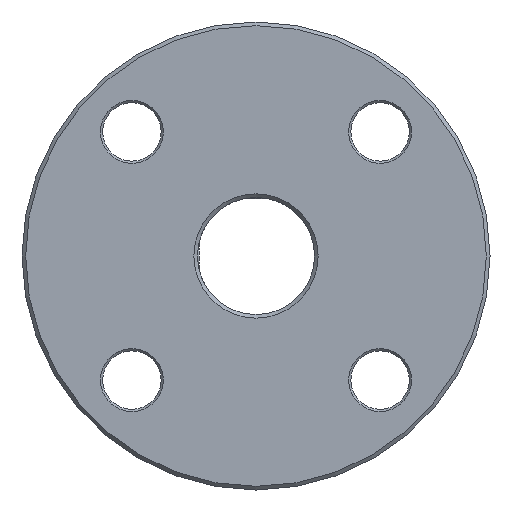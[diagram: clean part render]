
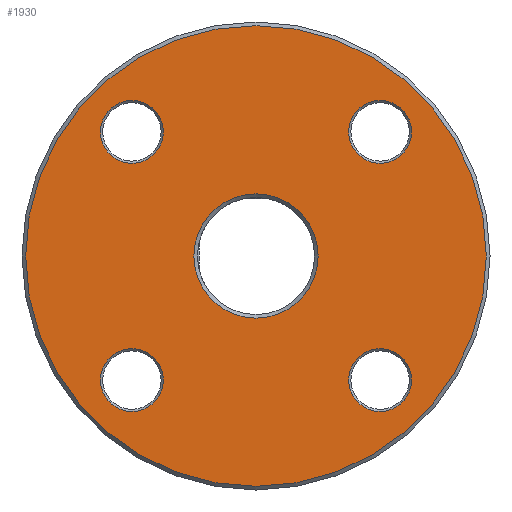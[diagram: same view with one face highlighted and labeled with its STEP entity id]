
A CAD part, front view. The second image highlights one B-rep face of the part: STEP entity #1930.
In plain terms, the highlighted planar face has unit normal (0, -1, 0).
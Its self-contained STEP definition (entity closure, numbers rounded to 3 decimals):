
#48=FACE_BOUND('',#437,.T.);
#49=FACE_BOUND('',#438,.T.);
#50=FACE_BOUND('',#439,.T.);
#51=FACE_BOUND('',#440,.T.);
#52=FACE_BOUND('',#441,.T.);
#72=PLANE('',#2086);
#317=FACE_OUTER_BOUND('',#436,.T.);
#436=EDGE_LOOP('',(#1710));
#437=EDGE_LOOP('',(#1711));
#438=EDGE_LOOP('',(#1712));
#439=EDGE_LOOP('',(#1713));
#440=EDGE_LOOP('',(#1714));
#441=EDGE_LOOP('',(#1715));
#498=CIRCLE('',#2082,2.15);
#501=CIRCLE('',#2087,15.75);
#502=CIRCLE('',#2088,2.15);
#503=CIRCLE('',#2089,2.15);
#504=CIRCLE('',#2090,4.25);
#505=CIRCLE('',#2091,2.15);
#883=VERTEX_POINT('',#7400);
#886=VERTEX_POINT('',#7410);
#887=VERTEX_POINT('',#7412);
#888=VERTEX_POINT('',#7414);
#889=VERTEX_POINT('',#7416);
#890=VERTEX_POINT('',#7418);
#1159=EDGE_CURVE('',#883,#883,#498,.T.);
#1164=EDGE_CURVE('',#886,#886,#501,.T.);
#1165=EDGE_CURVE('',#887,#887,#502,.T.);
#1166=EDGE_CURVE('',#888,#888,#503,.T.);
#1167=EDGE_CURVE('',#889,#889,#504,.T.);
#1168=EDGE_CURVE('',#890,#890,#505,.T.);
#1710=ORIENTED_EDGE('',*,*,#1164,.F.);
#1711=ORIENTED_EDGE('',*,*,#1165,.F.);
#1712=ORIENTED_EDGE('',*,*,#1166,.F.);
#1713=ORIENTED_EDGE('',*,*,#1167,.F.);
#1714=ORIENTED_EDGE('',*,*,#1168,.F.);
#1715=ORIENTED_EDGE('',*,*,#1159,.F.);
#1930=ADVANCED_FACE('',(#317,#48,#49,#50,#51,#52),#72,.F.);
#2082=AXIS2_PLACEMENT_3D('',#7401,#2429,#2430);
#2086=AXIS2_PLACEMENT_3D('',#7409,#2439,#2440);
#2087=AXIS2_PLACEMENT_3D('',#7411,#2441,#2442);
#2088=AXIS2_PLACEMENT_3D('',#7413,#2443,#2444);
#2089=AXIS2_PLACEMENT_3D('',#7415,#2445,#2446);
#2090=AXIS2_PLACEMENT_3D('',#7417,#2447,#2448);
#2091=AXIS2_PLACEMENT_3D('',#7419,#2449,#2450);
#2429=DIRECTION('center_axis',(0.,-1.,0.));
#2430=DIRECTION('ref_axis',(1.,0.,0.));
#2439=DIRECTION('center_axis',(0.,1.,0.));
#2440=DIRECTION('ref_axis',(1.,0.,0.));
#2441=DIRECTION('center_axis',(0.,1.,0.));
#2442=DIRECTION('ref_axis',(1.,0.,0.));
#2443=DIRECTION('center_axis',(0.,-1.,0.));
#2444=DIRECTION('ref_axis',(1.,0.,0.));
#2445=DIRECTION('center_axis',(0.,-1.,0.));
#2446=DIRECTION('ref_axis',(1.,0.,0.));
#2447=DIRECTION('center_axis',(0.,-1.,0.));
#2448=DIRECTION('ref_axis',(1.,0.,0.));
#2449=DIRECTION('center_axis',(0.,-1.,0.));
#2450=DIRECTION('ref_axis',(1.,0.,0.));
#7400=CARTESIAN_POINT('',(-10.635,0.,8.485));
#7401=CARTESIAN_POINT('Origin',(-8.485,0.,8.485));
#7409=CARTESIAN_POINT('Origin',(0.,0.,0.));
#7410=CARTESIAN_POINT('',(-15.75,0.,0.));
#7411=CARTESIAN_POINT('Origin',(0.,0.,0.));
#7412=CARTESIAN_POINT('',(-10.635,0.,-8.485));
#7413=CARTESIAN_POINT('Origin',(-8.485,0.,-8.485));
#7414=CARTESIAN_POINT('',(6.335,0.,8.485));
#7415=CARTESIAN_POINT('Origin',(8.485,0.,8.485));
#7416=CARTESIAN_POINT('',(-4.25,0.,0.));
#7417=CARTESIAN_POINT('Origin',(0.,0.,0.));
#7418=CARTESIAN_POINT('',(6.335,0.,-8.485));
#7419=CARTESIAN_POINT('Origin',(8.485,0.,-8.485));
